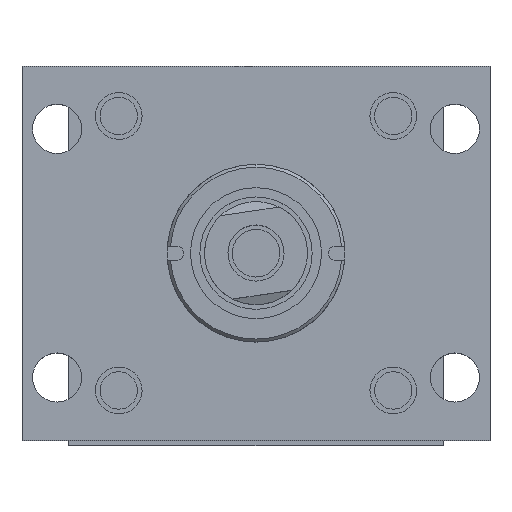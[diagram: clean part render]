
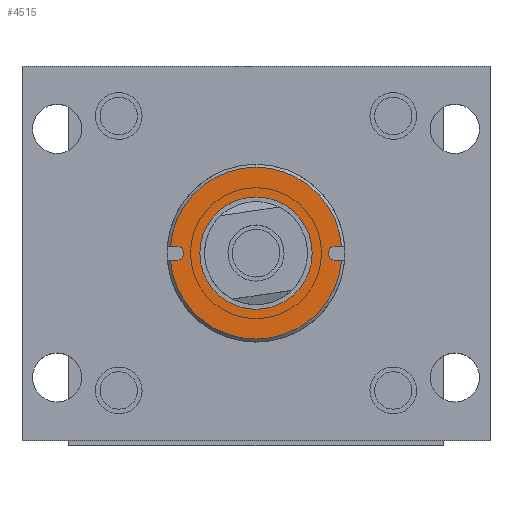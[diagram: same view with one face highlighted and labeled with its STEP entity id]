
A CAD part, top view. The second image highlights one B-rep face of the part: STEP entity #4515.
In plain terms, the highlighted face is planar.
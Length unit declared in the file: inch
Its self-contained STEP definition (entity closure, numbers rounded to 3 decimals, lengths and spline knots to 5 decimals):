
#71 = DIRECTION ( 'NONE',  ( 1., 0., 0. ) ) ;
#95 = CARTESIAN_POINT ( 'NONE',  ( 9.17484, 17.5298, 0.094 ) ) ;
#138 = LINE ( 'NONE', #4903, #2512 ) ;
#176 = CARTESIAN_POINT ( 'NONE',  ( 9.17484, 17.4443, 0.094 ) ) ;
#202 = LINE ( 'NONE', #6951, #1016 ) ;
#222 = DIRECTION ( 'NONE',  ( 1., 0., 0. ) ) ;
#229 = VERTEX_POINT ( 'NONE', #7112 ) ;
#289 = ORIENTED_EDGE ( 'NONE', *, *, #8874, .T. ) ;
#344 = CARTESIAN_POINT ( 'NONE',  ( 9.17484, 17.4443, 0. ) ) ;
#429 = DIRECTION ( 'NONE',  ( 1., 0., 0. ) ) ;
#437 = EDGE_CURVE ( 'NONE', #1579, #2033, #3718, .T. ) ;
#632 = CARTESIAN_POINT ( 'NONE',  ( 9.17484, 17.4443, -0.094 ) ) ;
#674 = VECTOR ( 'NONE', #5368, 39.37008 ) ;
#693 = ORIENTED_EDGE ( 'NONE', *, *, #4137, .T. ) ;
#704 = EDGE_LOOP ( 'NONE', ( #2031, #6761 ) ) ;
#771 = DIRECTION ( 'NONE',  ( 0., 0., 1. ) ) ;
#837 = DIRECTION ( 'NONE',  ( 0., 1., 0. ) ) ;
#1016 = VECTOR ( 'NONE', #6821, 39.37008 ) ;
#1048 = CARTESIAN_POINT ( 'NONE',  ( 9.17484, 17.52594, 0.094 ) ) ;
#1368 = LINE ( 'NONE', #95, #8163 ) ;
#1371 = DIRECTION ( 'NONE',  ( 0., 0., 1. ) ) ;
#1395 = CARTESIAN_POINT ( 'NONE',  ( 9.17484, 16.3823, 0. ) ) ;
#1579 = VERTEX_POINT ( 'NONE', #5825 ) ;
#1714 = CARTESIAN_POINT ( 'NONE',  ( 9.17484, 16.3823, 0. ) ) ;
#1848 = EDGE_CURVE ( 'NONE', #2033, #1579, #2875, .T. ) ;
#1853 = DIRECTION ( 'NONE',  ( 0., 0., -1. ) ) ;
#1938 = FACE_BOUND ( 'NONE', #704, .T. ) ;
#1971 = ORIENTED_EDGE ( 'NONE', *, *, #9118, .T. ) ;
#2031 = ORIENTED_EDGE ( 'NONE', *, *, #1848, .F. ) ;
#2033 = VERTEX_POINT ( 'NONE', #2898 ) ;
#2094 = DIRECTION ( 'NONE',  ( -1., 0., 0. ) ) ;
#2348 = CIRCLE ( 'NONE', #7815, 0.094 ) ;
#2378 = CIRCLE ( 'NONE', #4744, 1.1475 ) ;
#2381 = PLANE ( 'NONE',  #2430 ) ;
#2397 = CARTESIAN_POINT ( 'NONE',  ( 9.17484, 15.3203, 0.094 ) ) ;
#2430 = AXIS2_PLACEMENT_3D ( 'NONE', #5305, #222, #7451 ) ;
#2455 = DIRECTION ( 'NONE',  ( -1., 0., 0. ) ) ;
#2490 = EDGE_CURVE ( 'NONE', #3560, #5308, #8202, .T. ) ;
#2512 = VECTOR ( 'NONE', #5038, 39.37008 ) ;
#2620 = CARTESIAN_POINT ( 'NONE',  ( 9.17484, 15.23865, 0.094 ) ) ;
#2875 = CIRCLE ( 'NONE', #9346, 0.75 ) ;
#2898 = CARTESIAN_POINT ( 'NONE',  ( 9.17484, 16.3823, 0.75 ) ) ;
#2908 = CARTESIAN_POINT ( 'NONE',  ( 9.17484, 16.3823, 0. ) ) ;
#3011 = CARTESIAN_POINT ( 'NONE',  ( 9.17484, 15.3203, 0. ) ) ;
#3127 = ORIENTED_EDGE ( 'NONE', *, *, #4741, .T. ) ;
#3156 = ORIENTED_EDGE ( 'NONE', *, *, #2490, .T. ) ;
#3343 = EDGE_CURVE ( 'NONE', #7863, #4057, #138, .T. ) ;
#3560 = VERTEX_POINT ( 'NONE', #4353 ) ;
#3665 = DIRECTION ( 'NONE',  ( -1., 0., 0. ) ) ;
#3718 = CIRCLE ( 'NONE', #7634, 0.75 ) ;
#3827 = DIRECTION ( 'NONE',  ( 0., 0., 1. ) ) ;
#3943 = AXIS2_PLACEMENT_3D ( 'NONE', #3011, #71, #8124 ) ;
#3967 = CARTESIAN_POINT ( 'NONE',  ( 9.17484, 16.3823, -1.1475 ) ) ;
#4008 = CARTESIAN_POINT ( 'NONE',  ( 9.17484, 17.5298, -0.094 ) ) ;
#4057 = VERTEX_POINT ( 'NONE', #176 ) ;
#4137 = EDGE_CURVE ( 'NONE', #6052, #7863, #6966, .T. ) ;
#4322 = FACE_OUTER_BOUND ( 'NONE', #6597, .T. ) ;
#4353 = CARTESIAN_POINT ( 'NONE',  ( 9.17484, 17.52594, -0.094 ) ) ;
#4515 = ADVANCED_FACE ( 'NONE', ( #1938, #4322 ), #2381, .F. ) ;
#4516 = CARTESIAN_POINT ( 'NONE',  ( 9.17484, 15.23865, -0.094 ) ) ;
#4689 = DIRECTION ( 'NONE',  ( 0., 0., 1. ) ) ;
#4741 = EDGE_CURVE ( 'NONE', #7093, #229, #5116, .T. ) ;
#4744 = AXIS2_PLACEMENT_3D ( 'NONE', #9184, #8568, #1371 ) ;
#4903 = CARTESIAN_POINT ( 'NONE',  ( 9.17484, 17.5298, 0.094 ) ) ;
#4993 = VERTEX_POINT ( 'NONE', #632 ) ;
#5038 = DIRECTION ( 'NONE',  ( 0., -1., 0. ) ) ;
#5116 = LINE ( 'NONE', #4008, #674 ) ;
#5305 = CARTESIAN_POINT ( 'NONE',  ( 9.17484, 17.5298, 0. ) ) ;
#5307 = CIRCLE ( 'NONE', #3943, 0.094 ) ;
#5308 = VERTEX_POINT ( 'NONE', #3967 ) ;
#5310 = ORIENTED_EDGE ( 'NONE', *, *, #6168, .T. ) ;
#5368 = DIRECTION ( 'NONE',  ( 0., 1., 0. ) ) ;
#5825 = CARTESIAN_POINT ( 'NONE',  ( 9.17484, 16.3823, -0.75 ) ) ;
#5872 = ORIENTED_EDGE ( 'NONE', *, *, #3343, .T. ) ;
#6052 = VERTEX_POINT ( 'NONE', #2620 ) ;
#6145 = AXIS2_PLACEMENT_3D ( 'NONE', #1714, #6885, #4689 ) ;
#6168 = EDGE_CURVE ( 'NONE', #5308, #7093, #2378, .T. ) ;
#6384 = EDGE_CURVE ( 'NONE', #6052, #6689, #1368, .T. ) ;
#6421 = AXIS2_PLACEMENT_3D ( 'NONE', #8879, #2455, #3827 ) ;
#6471 = ORIENTED_EDGE ( 'NONE', *, *, #6384, .F. ) ;
#6597 = EDGE_LOOP ( 'NONE', ( #3156, #5310, #3127, #289, #6471, #693, #5872, #1971, #7742 ) ) ;
#6689 = VERTEX_POINT ( 'NONE', #2397 ) ;
#6761 = ORIENTED_EDGE ( 'NONE', *, *, #437, .F. ) ;
#6821 = DIRECTION ( 'NONE',  ( 0., -1., 0. ) ) ;
#6885 = DIRECTION ( 'NONE',  ( -1., 0., 0. ) ) ;
#6951 = CARTESIAN_POINT ( 'NONE',  ( 9.17484, 17.5298, -0.094 ) ) ;
#6966 = CIRCLE ( 'NONE', #6145, 1.1475 ) ;
#7093 = VERTEX_POINT ( 'NONE', #4516 ) ;
#7112 = CARTESIAN_POINT ( 'NONE',  ( 9.17484, 15.3203, -0.094 ) ) ;
#7172 = DIRECTION ( 'NONE',  ( 0., 0., 1. ) ) ;
#7451 = DIRECTION ( 'NONE',  ( 0., 0., -1. ) ) ;
#7634 = AXIS2_PLACEMENT_3D ( 'NONE', #1395, #2094, #7172 ) ;
#7742 = ORIENTED_EDGE ( 'NONE', *, *, #7824, .F. ) ;
#7815 = AXIS2_PLACEMENT_3D ( 'NONE', #344, #429, #1853 ) ;
#7824 = EDGE_CURVE ( 'NONE', #3560, #4993, #202, .T. ) ;
#7863 = VERTEX_POINT ( 'NONE', #1048 ) ;
#8124 = DIRECTION ( 'NONE',  ( 0., 0., -1. ) ) ;
#8163 = VECTOR ( 'NONE', #837, 39.37008 ) ;
#8202 = CIRCLE ( 'NONE', #6421, 1.1475 ) ;
#8568 = DIRECTION ( 'NONE',  ( -1., 0., 0. ) ) ;
#8874 = EDGE_CURVE ( 'NONE', #229, #6689, #5307, .T. ) ;
#8879 = CARTESIAN_POINT ( 'NONE',  ( 9.17484, 16.3823, 0. ) ) ;
#9118 = EDGE_CURVE ( 'NONE', #4057, #4993, #2348, .T. ) ;
#9184 = CARTESIAN_POINT ( 'NONE',  ( 9.17484, 16.3823, 0. ) ) ;
#9346 = AXIS2_PLACEMENT_3D ( 'NONE', #2908, #3665, #771 ) ;
